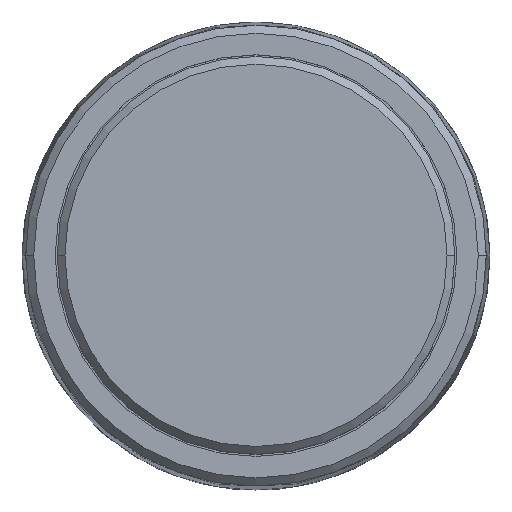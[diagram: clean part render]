
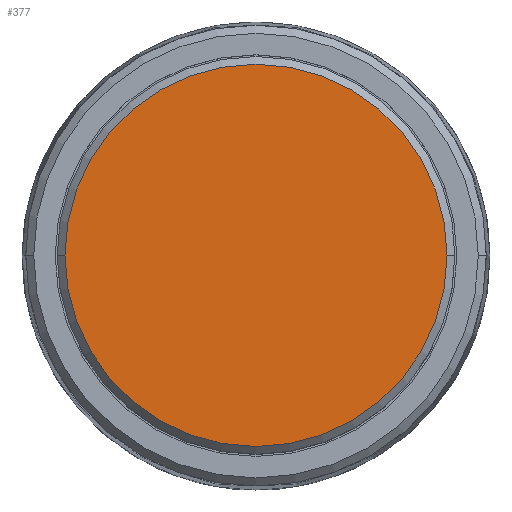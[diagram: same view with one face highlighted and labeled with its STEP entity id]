
A CAD part, top view. The second image highlights one B-rep face of the part: STEP entity #377.
In plain terms, the highlighted planar face has unit normal (0, 0, 1).
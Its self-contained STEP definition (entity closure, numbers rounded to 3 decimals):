
#94 = AXIS2_PLACEMENT_3D ( 'NONE', #2427, #533, #1362 ) ;
#377 = ADVANCED_FACE ( 'NONE', ( #745 ), #1551, .T. ) ;
#533 = DIRECTION ( 'NONE',  ( 0., 0., 1. ) ) ;
#571 = DIRECTION ( 'NONE',  ( -1., 0., 0. ) ) ;
#622 = VERTEX_POINT ( 'NONE', #1866 ) ;
#745 = FACE_OUTER_BOUND ( 'NONE', #1130, .T. ) ;
#755 = AXIS2_PLACEMENT_3D ( 'NONE', #2722, #785, #1585 ) ;
#785 = DIRECTION ( 'NONE',  ( 0., 0., 1. ) ) ;
#1130 = EDGE_LOOP ( 'NONE', ( #1366, #1970 ) ) ;
#1362 = DIRECTION ( 'NONE',  ( 1., 0., 0. ) ) ;
#1366 = ORIENTED_EDGE ( 'NONE', *, *, #2613, .T. ) ;
#1466 = AXIS2_PLACEMENT_3D ( 'NONE', #1584, #2465, #571 ) ;
#1551 = PLANE ( 'NONE',  #94 ) ;
#1584 = CARTESIAN_POINT ( 'NONE',  ( 0., 0., 9. ) ) ;
#1585 = DIRECTION ( 'NONE',  ( -1., 0., 0. ) ) ;
#1769 = CIRCLE ( 'NONE', #1466, 4.9 ) ;
#1866 = CARTESIAN_POINT ( 'NONE',  ( 4.9, 0., 9. ) ) ;
#1970 = ORIENTED_EDGE ( 'NONE', *, *, #2446, .T. ) ;
#2020 = VERTEX_POINT ( 'NONE', #2205 ) ;
#2205 = CARTESIAN_POINT ( 'NONE',  ( -4.9, 0., 9. ) ) ;
#2254 = CIRCLE ( 'NONE', #755, 4.9 ) ;
#2427 = CARTESIAN_POINT ( 'NONE',  ( -4.959, -4.959, 9. ) ) ;
#2446 = EDGE_CURVE ( 'NONE', #622, #2020, #2254, .T. ) ;
#2465 = DIRECTION ( 'NONE',  ( 0., 0., 1. ) ) ;
#2613 = EDGE_CURVE ( 'NONE', #2020, #622, #1769, .T. ) ;
#2722 = CARTESIAN_POINT ( 'NONE',  ( 0., 0., 9. ) ) ;
